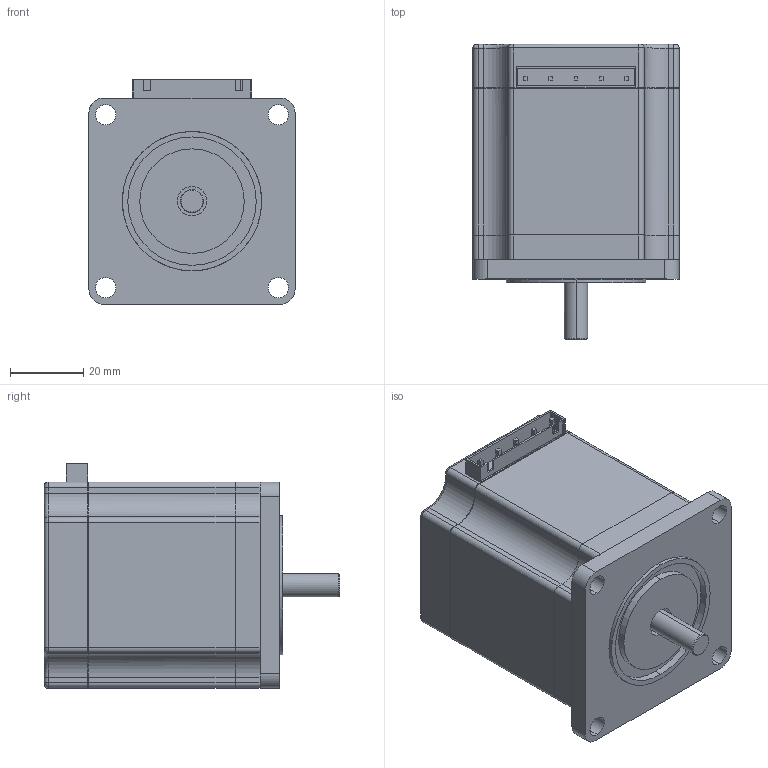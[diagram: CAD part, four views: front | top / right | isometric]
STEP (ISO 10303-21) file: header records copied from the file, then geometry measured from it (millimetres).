
FILE_DESCRIPTION(('CATIA V5 STEP Exchange'),'2;1');
FILE_NAME('NEMA 23.stp','2023-11-01T16:44:52+00:00',('none'),('none'),'CATIA Version 5-6 Release 2017','CATIA V5 STEP AP203','none');
FILE_SCHEMA(('CONFIG_CONTROL_DESIGN'));
Length unit declared in the file: millimetre
Products named in the file (1): Motor - nema 23
Bounding box: 56.2 x 80.5 x 61.2 mm (x, y, z)
Volume: 149168.5 mm3; surface area: 33366.5 mm2
Topology: 2 solids, 3 shells, 210 faces, 521 edges, 330 vertices
Faces by surface type: plane 108, cylinder 88, bspline 8, torus 4, cone 2
Entity records: 6057 total; most frequent: CARTESIAN_POINT 1360, ORIENTED_EDGE 1030, DIRECTION 787, EDGE_CURVE 521, VECTOR 343, LINE 343, VERTEX_POINT 330, AXIS2_PLACEMENT_3D 295
